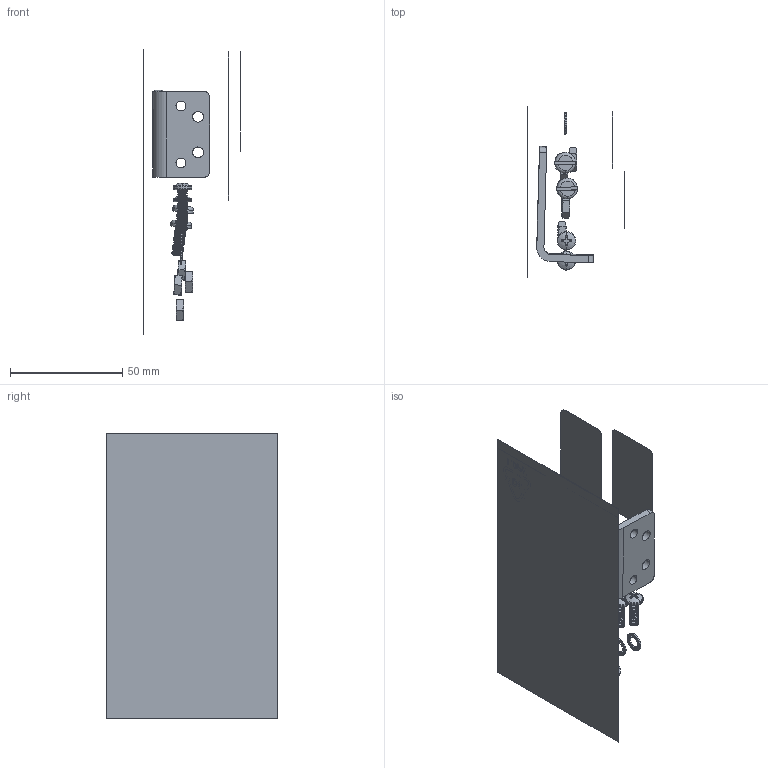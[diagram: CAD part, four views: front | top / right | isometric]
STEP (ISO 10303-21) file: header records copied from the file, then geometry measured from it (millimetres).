
FILE_DESCRIPTION (( 'STEP AP214' ), '1' );
FILE_NAME ('BFD.STEP', '2019-07-30T15:51:46', ( '' ), ( '' ), 'SwSTEP 2.0', 'SolidWorks 2019', '' );
FILE_SCHEMA (( 'AUTOMOTIVE_DESIGN' ));
Length unit declared in the file: inch
Products named in the file (14): 2003-1052_Large section (for boxes); 1172-0001; 5420-0115; 1214-0001; 1173-0002; 1171-0211-08; 9100-0175; 1212-0001; 7050-0014^7050-0014; BFD; Recycle Logo2_04; 7020-0772_Blank Label; 1211-0111-08; 7050-0014
Assembly tree (19 placements, depth 4):
  BFD
    9100-0175
      1171-0211-08  x2
      1173-0002  x2
      1172-0001  x2
      5420-0115
      1211-0111-08  x2
      1212-0001  x2
      1214-0001  x2
      7050-0014
        7050-0014^7050-0014
        Recycle Logo2_04
      7020-0772_Blank Label
    2003-1052_Large section (for boxes)
Bounding box: 43.53 x 76.2 x 127 mm (x, y, z)
Volume: 11316.5 mm3; surface area: 33786.7 mm2
Topology: 25 solids, 25 shells, 998 faces, 2554 edges, 1610 vertices
Faces by surface type: cylinder 471, plane 295, cone 178, bspline 36, torus 14, sphere 4
Entity records: 22406 total; most frequent: CARTESIAN_POINT 7677, ORIENTED_EDGE 3034, DIRECTION 2831, EDGE_CURVE 1517, AXIS2_PLACEMENT_3D 1004, VERTEX_POINT 965, VECTOR 823, LINE 823
